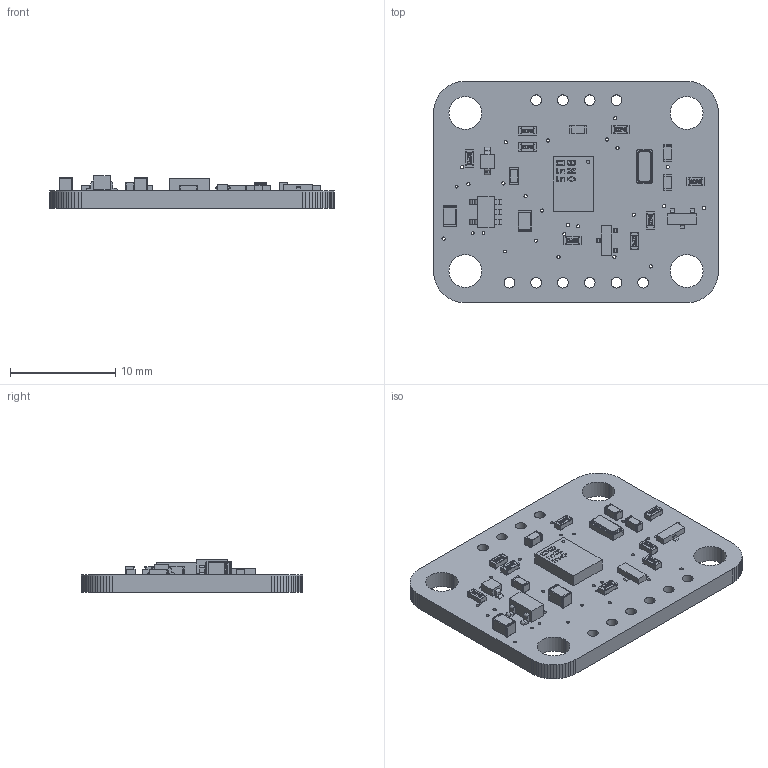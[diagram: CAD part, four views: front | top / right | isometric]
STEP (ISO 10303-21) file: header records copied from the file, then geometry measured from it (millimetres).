
FILE_DESCRIPTION(('PCB Model'),'2;1');
FILE_NAME('BNO055_2.STEP','2021-01-02T14:52:20',('pritesh'),( 'Unspecified'),'Open CASCADE STEP processor 6.8','Proteus','Unknown' );
FILE_SCHEMA(('AUTOMOTIVE_DESIGN { 1 0 10303 214 1 1 1 1 }'));
Length unit declared in the file: millimetre
Products named in the file (77): Open CASCADE STEP translator 6.8 3; Layer_1; U1; Open CASCADE STEP translator 6.8 3.2.1; Body_1; X1; Open CASCADE STEP translator 6.8 3.3.1; =>[0:1:1:3]; =>[0:1:1:4]; =>[0:1:1:5]; =>[0:1:1:6]; C1; Open CASCADE STEP translator 6.8 3.4.1; Part_3; Part_2; Part_1; C2; Open CASCADE STEP translator 6.8 3.5.1; C3; Open CASCADE STEP translator 6.8 3.6.1; C4; Open CASCADE STEP translator 6.8 3.7.1; D1; Open CASCADE STEP translator 6.8 3.8.1; Pin_1; Pin_2; R4; Open CASCADE STEP translator 6.8 3.9.1; U2; Open CASCADE STEP translator 6.8 3.10.1; Pin_3; Pin_4; Pin_5; C5; Open CASCADE STEP translator 6.8 3.11.1; C6; Open CASCADE STEP translator 6.8 3.12.1; R2; Open CASCADE STEP translator 6.8 3.13.1; R3 ...
Assembly tree (96 placements, depth 5):
  Open CASCADE STEP translator 6.8 3
    Layer_1
    U1
      Open CASCADE STEP translator 6.8 3.2.1
        Body_1
    X1
      Open CASCADE STEP translator 6.8 3.3.1
        Body_1
          =>[0:1:1:3]
          =>[0:1:1:4]
          =>[0:1:1:5]
          =>[0:1:1:6]
    C1
      Open CASCADE STEP translator 6.8 3.4.1
        Body_1
          Part_3
          Part_2
          Part_1
    C2
      Open CASCADE STEP translator 6.8 3.5.1
        Body_1
          Part_3
          Part_2
          Part_1
    C3
      Open CASCADE STEP translator 6.8 3.6.1
        Body_1
          Part_3
          Part_2
          Part_1
    C4
      Open CASCADE STEP translator 6.8 3.7.1
        Body_1
          Part_3
          Part_2
          Part_1
    D1
      Open CASCADE STEP translator 6.8 3.8.1
        Body_1
        Pin_1
        Pin_2
    R4
      Open CASCADE STEP translator 6.8 3.9.1
        Body_1
          =>[0:1:1:3]
          =>[0:1:1:4]
          =>[0:1:1:5]
          =>[0:1:1:6]
    U2
      Open CASCADE STEP translator 6.8 3.10.1
        Body_1
        Pin_1
        Pin_2
        Pin_3
        Pin_4
        Pin_5
    C5
      Open CASCADE STEP translator 6.8 3.11.1
        Body_1
          Part_3
Bounding box: 27 x 21 x 3.09 mm (x, y, z)
Volume: 906.6 mm3; surface area: 1665.2 mm2
Topology: 73 solids, 73 shells, 1721 faces, 4317 edges, 2790 vertices
Faces by surface type: plane 1008, bspline 386, cylinder 279, sphere 48
Entity records: 34641 total; most frequent: CARTESIAN_POINT 9344, ORIENTED_EDGE 4248, DIRECTION 3943, EDGE_CURVE 2124, LINE 1513, VECTOR 1513, VERTEX_POINT 1392, AXIS2_PLACEMENT_3D 1215
